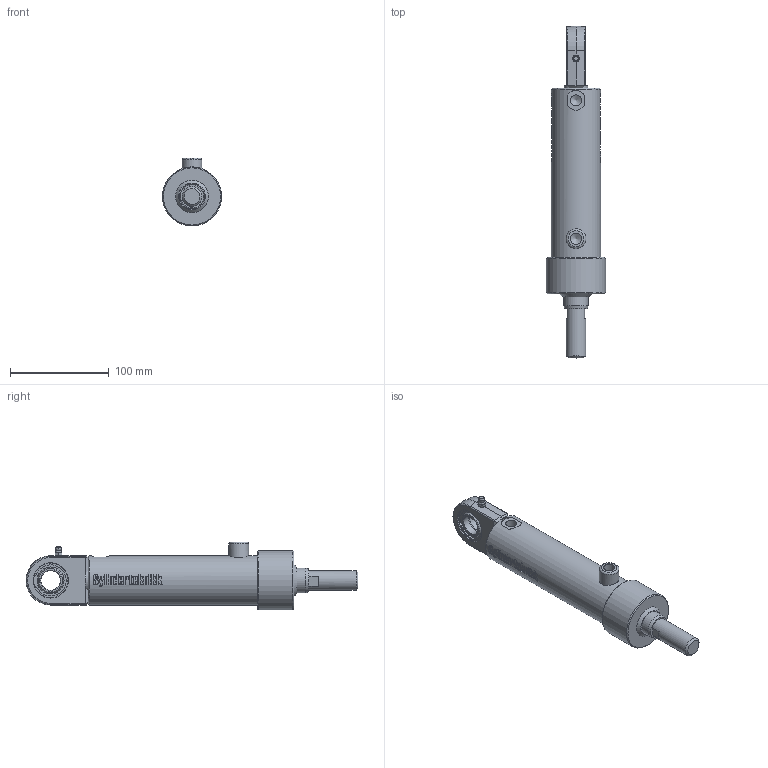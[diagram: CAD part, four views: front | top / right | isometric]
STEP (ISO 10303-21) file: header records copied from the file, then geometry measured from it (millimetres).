
FILE_DESCRIPTION((''),'2;1');
FILE_NAME('DVLG40_25.stp','2010-01-26T14:00:46',('tribel'),(''),'Autodesk Inventor 2009','Autodesk Inventor 2009','');
FILE_SCHEMA(('AUTOMOTIVE_DESIGN { 1 0 10303 214 1 1 1 1 }'));
Length unit declared in the file: millimetre
Products named in the file (5): DVLG40_25; DVLG40_25_body; DVLG40_25_stang; DVLG40_25_Parameters; K-WS20N
Assembly tree (4 placements, depth 2):
  DVLG40_25
    DVLG40_25_body
    DVLG40_25_stang
    DVLG40_25_Parameters
    K-WS20N
Bounding box: 60 x 337 x 69 mm (x, y, z)
Volume: 399683.5 mm3; surface area: 100395.5 mm2
Topology: 3 solids, 4 shells, 629 faces, 1645 edges, 1072 vertices
Faces by surface type: plane 333, bspline 156, cylinder 89, cone 37, torus 10, sphere 4
Full cylindrical faces by diameter (mm): 1.714 x2, 2 x2, 3 x1, 5.5 x1, 5.6 x1, 20 x4, 24 x1, 25 x2, 35 x4, 36 x2, 40 x2, 50 x1, 60 x1
Entity records: 49553 total; most frequent: CARTESIAN_POINT 35640, ORIENTED_EDGE 3090, DIRECTION 2267, EDGE_CURVE 1547, VERTEX_POINT 1043, AXIS2_PLACEMENT_3D 799, EDGE_LOOP 763, VECTOR 669
